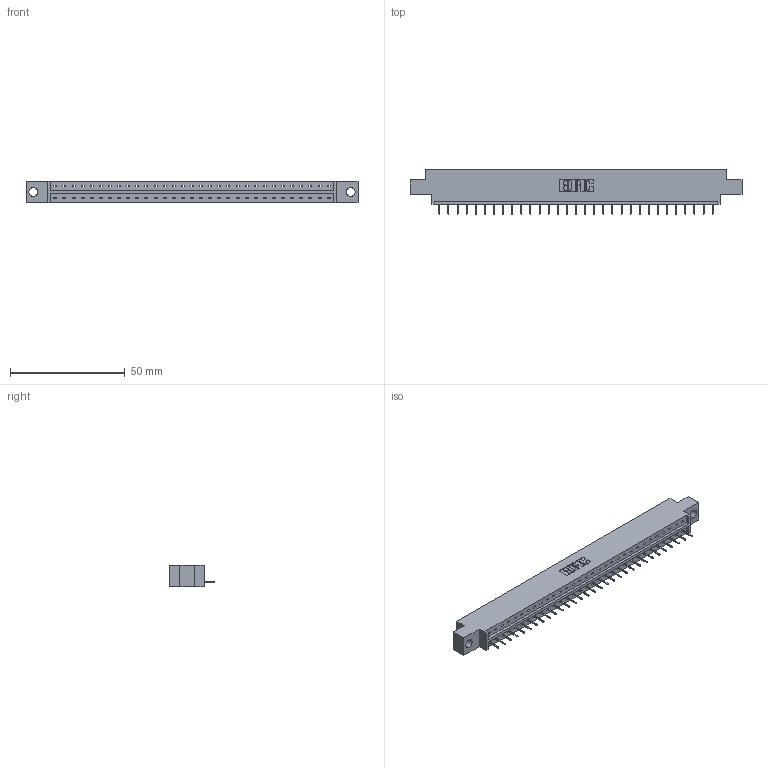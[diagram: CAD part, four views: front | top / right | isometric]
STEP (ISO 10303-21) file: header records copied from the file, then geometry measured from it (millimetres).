
FILE_DESCRIPTION (( 'STEP AP203' ), '1' );
FILE_NAME ('833-031-524-604.STEP', '2020-06-02T15:24:28', ( '' ), ( '' ), 'SwSTEP 2.0', 'SolidWorks 2020', '' );
FILE_SCHEMA (( 'CONFIG_CONTROL_DESIGN' ));
Length unit declared in the file: inch
Products named in the file (3): 833-031-524-604; 833 Part_Offset - .156 Dia - TH; 345-292-001_345-293-124
Assembly tree (32 placements, depth 2):
  833-031-524-604
    833 Part_Offset - .156 Dia - TH
    345-292-001_345-293-124  x31
Bounding box: 144.37 x 19.69 x 9.4 mm (x, y, z)
Volume: 13995.3 mm3; surface area: 14643.3 mm2
Topology: 32 solids, 32 shells, 2040 faces, 5903 edges, 3810 vertices
Faces by surface type: plane 1562, cylinder 478
Entity records: 20583 total; most frequent: CARTESIAN_POINT 3559, ORIENTED_EDGE 3526, DIRECTION 3025, EDGE_CURVE 1763, LINE 1639, VECTOR 1639, VERTEX_POINT 1170, AXIS2_PLACEMENT_3D 693
